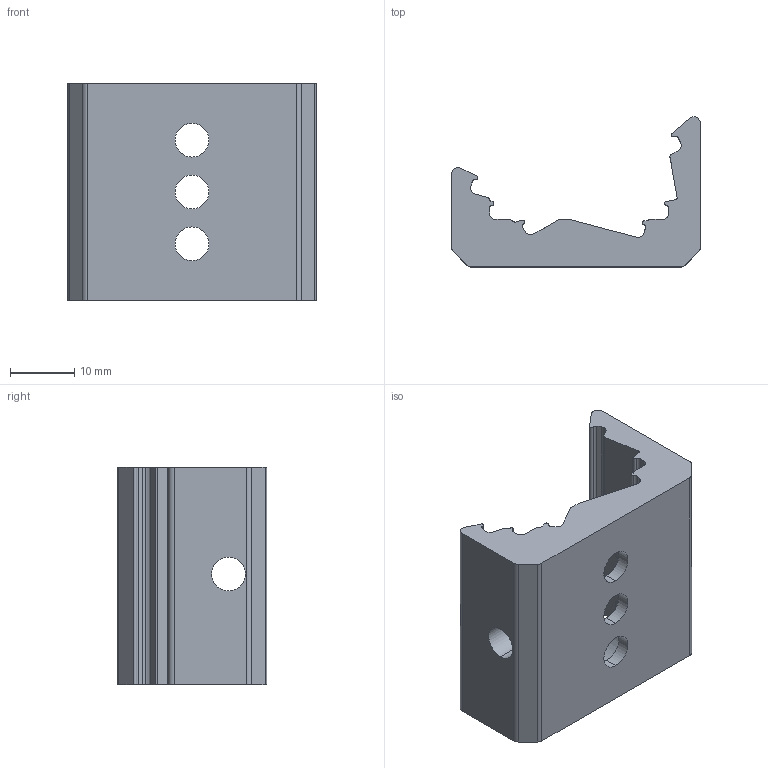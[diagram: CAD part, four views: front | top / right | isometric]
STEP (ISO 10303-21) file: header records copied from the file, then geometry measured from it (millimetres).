
FILE_DESCRIPTION (( 'STEP AP214' ), '1' );
FILE_NAME ('P00G3.STEP', '2025-02-25T16:59:07', ( '' ), ( '' ), 'SwSTEP 2.0', 'SolidWorks 2024', '' );
FILE_SCHEMA (( 'AUTOMOTIVE_DESIGN' ));
Length unit declared in the file: inch
Products named in the file (1): P00G3
Bounding box: 38.88 x 23.42 x 34 mm (x, y, z)
Volume: 9774.3 mm3; surface area: 6029 mm2
Topology: 1 solids, 1 shells, 216 faces, 572 edges, 354 vertices
Faces by surface type: cylinder 105, plane 55, bspline 50, sphere 4, torus 2
Entity records: 8166 total; most frequent: CARTESIAN_POINT 3145, ORIENTED_EDGE 1136, DIRECTION 972, EDGE_CURVE 568, AXIS2_PLACEMENT_3D 357, VERTEX_POINT 354, VECTOR 258, LINE 258
